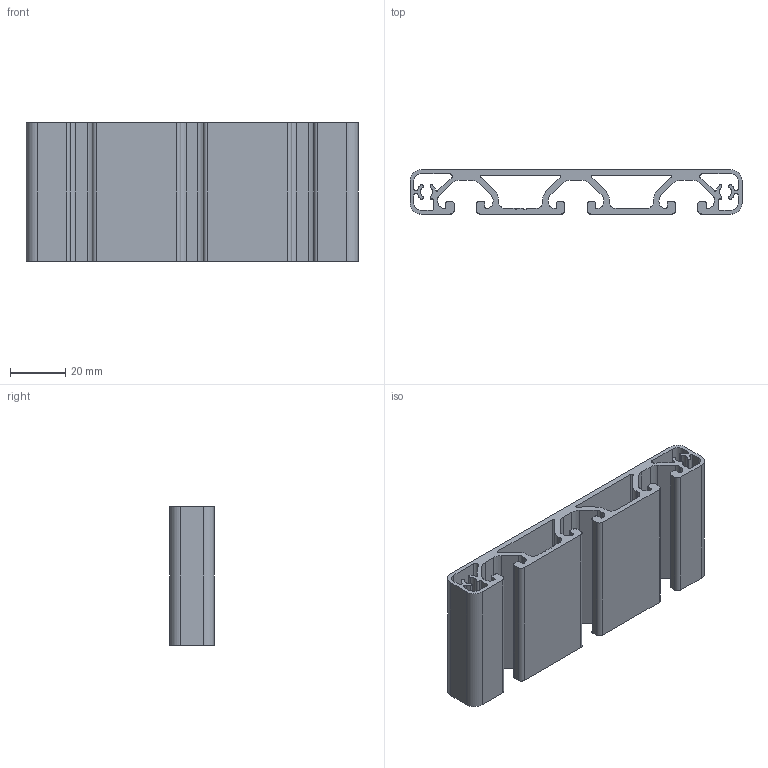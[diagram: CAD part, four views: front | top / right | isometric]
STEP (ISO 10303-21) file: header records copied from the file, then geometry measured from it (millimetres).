
FILE_DESCRIPTION (( 'STEP AP214' ), '1' );
FILE_NAME ('BASE08E0176-Profilé 8 120x16 E.step', '2023-03-24T09:42:51', ( 'Altae' ), ( '' ), 'SwSTEP 2.0', 'SolidWorks 2021', '' );
FILE_SCHEMA (( 'AUTOMOTIVE_DESIGN' ));
Length unit declared in the file: millimetre
Products named in the file (1): BASE08E0176-Profilé 8 120x16 E
Bounding box: 120 x 16 x 50 mm (x, y, z)
Volume: 36128.4 mm3; surface area: 35374.6 mm2
Topology: 1 solids, 1 shells, 181 faces, 537 edges, 358 vertices
Faces by surface type: cylinder 112, plane 69
Entity records: 6205 total; most frequent: DIRECTION 1125, CARTESIAN_POINT 1077, ORIENTED_EDGE 1074, EDGE_CURVE 537, AXIS2_PLACEMENT_3D 406, VERTEX_POINT 358, LINE 313, VECTOR 313
